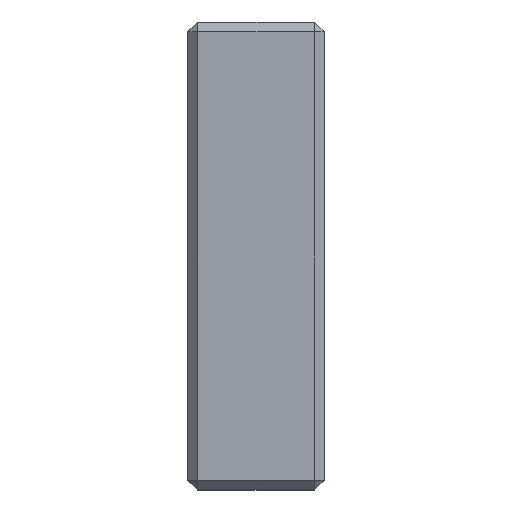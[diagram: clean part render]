
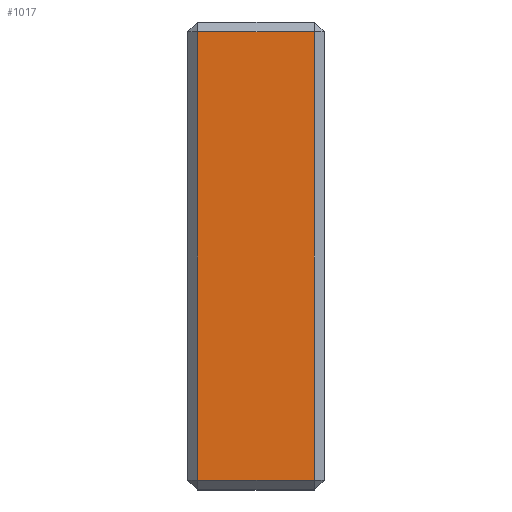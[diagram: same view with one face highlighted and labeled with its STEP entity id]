
A CAD part, left-side view. The second image highlights one B-rep face of the part: STEP entity #1017.
In plain terms, the highlighted planar face has unit normal (-1, 0, 0).
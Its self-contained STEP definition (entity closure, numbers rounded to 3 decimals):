
#116 = CARTESIAN_POINT ( 'NONE',  ( -200., 14., 46. ) ) ;
#279 = VECTOR ( 'NONE', #1978, 1000. ) ;
#280 = DIRECTION ( 'NONE',  ( 1., 0., 0. ) ) ;
#412 = EDGE_LOOP ( 'NONE', ( #778, #2365, #1909, #738 ) ) ;
#424 = CARTESIAN_POINT ( 'NONE',  ( -200., -12., -46. ) ) ;
#439 = DIRECTION ( 'NONE',  ( 0., 0., 1. ) ) ;
#496 = VECTOR ( 'NONE', #439, 1000. ) ;
#566 = LINE ( 'NONE', #635, #279 ) ;
#635 = CARTESIAN_POINT ( 'NONE',  ( -200., 14., -46. ) ) ;
#663 = LINE ( 'NONE', #116, #1828 ) ;
#705 = CARTESIAN_POINT ( 'NONE',  ( -200., 12., -46. ) ) ;
#718 = DIRECTION ( 'NONE',  ( 0., 0., -1. ) ) ;
#738 = ORIENTED_EDGE ( 'NONE', *, *, #1660, .T. ) ;
#762 = FACE_OUTER_BOUND ( 'NONE', #412, .T. ) ;
#778 = ORIENTED_EDGE ( 'NONE', *, *, #2230, .T. ) ;
#908 = DIRECTION ( 'NONE',  ( 0., 1., 0. ) ) ;
#951 = EDGE_CURVE ( 'NONE', #1751, #1864, #566, .T. ) ;
#1017 = ADVANCED_FACE ( 'NONE', ( #762 ), #1626, .F. ) ;
#1103 = CARTESIAN_POINT ( 'NONE',  ( -200., -12., 48. ) ) ;
#1199 = VERTEX_POINT ( 'NONE', #1570 ) ;
#1221 = CARTESIAN_POINT ( 'NONE',  ( -200., 12., -48. ) ) ;
#1311 = DIRECTION ( 'NONE',  ( 0., 0., -1. ) ) ;
#1346 = LINE ( 'NONE', #1103, #496 ) ;
#1516 = CARTESIAN_POINT ( 'NONE',  ( -200., 14., 48. ) ) ;
#1570 = CARTESIAN_POINT ( 'NONE',  ( -200., 12., 46. ) ) ;
#1626 = PLANE ( 'NONE',  #2256 ) ;
#1660 = EDGE_CURVE ( 'NONE', #1997, #1199, #663, .T. ) ;
#1751 = VERTEX_POINT ( 'NONE', #705 ) ;
#1828 = VECTOR ( 'NONE', #908, 1000. ) ;
#1845 = CARTESIAN_POINT ( 'NONE',  ( -200., -12., 46. ) ) ;
#1864 = VERTEX_POINT ( 'NONE', #424 ) ;
#1909 = ORIENTED_EDGE ( 'NONE', *, *, #2475, .T. ) ;
#1978 = DIRECTION ( 'NONE',  ( 0., -1., 0. ) ) ;
#1997 = VERTEX_POINT ( 'NONE', #1845 ) ;
#2049 = VECTOR ( 'NONE', #718, 1000. ) ;
#2138 = LINE ( 'NONE', #1221, #2049 ) ;
#2230 = EDGE_CURVE ( 'NONE', #1199, #1751, #2138, .T. ) ;
#2256 = AXIS2_PLACEMENT_3D ( 'NONE', #1516, #280, #1311 ) ;
#2365 = ORIENTED_EDGE ( 'NONE', *, *, #951, .T. ) ;
#2475 = EDGE_CURVE ( 'NONE', #1864, #1997, #1346, .T. ) ;
